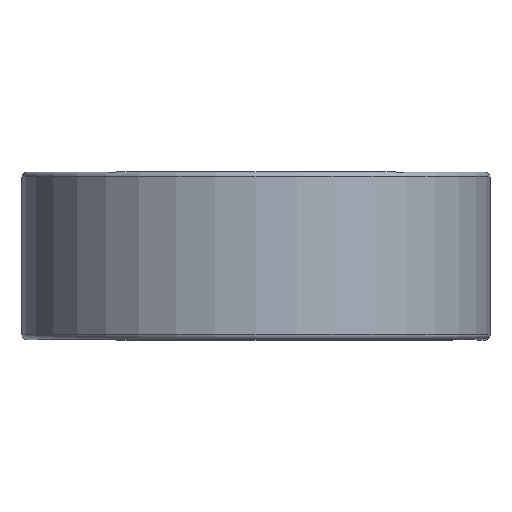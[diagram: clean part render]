
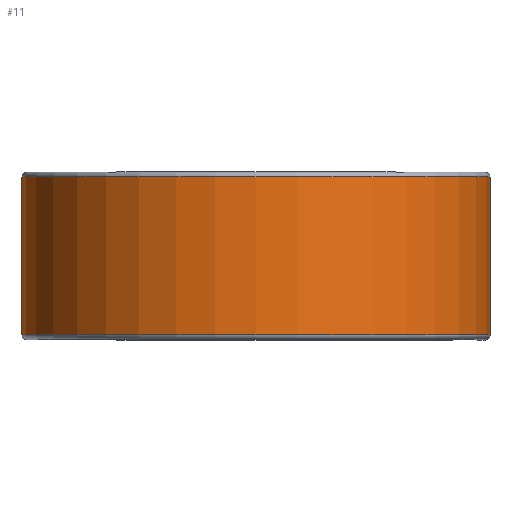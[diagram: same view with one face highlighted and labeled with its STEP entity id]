
A CAD part, top view. The second image highlights one B-rep face of the part: STEP entity #11.
In plain terms, the highlighted cylindrical face has radius 37.732 mm (diameter 75.463 mm), a partial arc.
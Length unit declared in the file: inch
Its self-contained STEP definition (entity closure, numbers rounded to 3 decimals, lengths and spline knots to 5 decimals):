
#11 = ADVANCED_FACE ( 'NONE', ( #2417 ), #1815, .T. ) ;
#18 = VERTEX_POINT ( 'NONE', #474 ) ;
#78 = AXIS2_PLACEMENT_3D ( 'NONE', #1013, #2298, #1182 ) ;
#332 = DIRECTION ( 'NONE',  ( 0., -1., 0. ) ) ;
#344 = VERTEX_POINT ( 'NONE', #1794 ) ;
#474 = CARTESIAN_POINT ( 'NONE',  ( 1.4855, 0.50125, 0. ) ) ;
#623 = CIRCLE ( 'NONE', #78, 1.4855 ) ;
#693 = DIRECTION ( 'NONE',  ( 0., 1., 0. ) ) ;
#707 = AXIS2_PLACEMENT_3D ( 'NONE', #1784, #332, #1843 ) ;
#748 = DIRECTION ( 'NONE',  ( 0., -1., 0. ) ) ;
#770 = CARTESIAN_POINT ( 'NONE',  ( 0., 0.50125, -1.4855 ) ) ;
#828 = VERTEX_POINT ( 'NONE', #2416 ) ;
#869 = LINE ( 'NONE', #770, #1340 ) ;
#907 = ORIENTED_EDGE ( 'NONE', *, *, #2464, .T. ) ;
#1013 = CARTESIAN_POINT ( 'NONE',  ( 0., 0.50125, 0. ) ) ;
#1143 = VECTOR ( 'NONE', #693, 39.37008 ) ;
#1166 = CIRCLE ( 'NONE', #2072, 1.4855 ) ;
#1182 = DIRECTION ( 'NONE',  ( 0., 0., -1. ) ) ;
#1340 = VECTOR ( 'NONE', #2048, 39.37008 ) ;
#1410 = CARTESIAN_POINT ( 'NONE',  ( 1.4855, 0.50125, 0. ) ) ;
#1440 = EDGE_CURVE ( 'NONE', #2014, #18, #1927, .T. ) ;
#1653 = CARTESIAN_POINT ( 'NONE',  ( 1.4855, -0.50125, 0. ) ) ;
#1697 = ORIENTED_EDGE ( 'NONE', *, *, #1997, .F. ) ;
#1705 = ORIENTED_EDGE ( 'NONE', *, *, #2306, .F. ) ;
#1784 = CARTESIAN_POINT ( 'NONE',  ( 0., 0.5, 0. ) ) ;
#1794 = CARTESIAN_POINT ( 'NONE',  ( 0., -0.50125, -1.4855 ) ) ;
#1815 = CYLINDRICAL_SURFACE ( 'NONE', #707, 1.4855 ) ;
#1833 = EDGE_LOOP ( 'NONE', ( #2210, #907, #1705, #1697 ) ) ;
#1843 = DIRECTION ( 'NONE',  ( 0., 0., -1. ) ) ;
#1846 = CARTESIAN_POINT ( 'NONE',  ( 0., -0.50125, 0. ) ) ;
#1927 = LINE ( 'NONE', #1410, #1143 ) ;
#1997 = EDGE_CURVE ( 'NONE', #2014, #344, #1166, .T. ) ;
#2014 = VERTEX_POINT ( 'NONE', #1653 ) ;
#2023 = DIRECTION ( 'NONE',  ( 0., 0., -1. ) ) ;
#2048 = DIRECTION ( 'NONE',  ( 0., 1., 0. ) ) ;
#2072 = AXIS2_PLACEMENT_3D ( 'NONE', #1846, #748, #2023 ) ;
#2210 = ORIENTED_EDGE ( 'NONE', *, *, #1440, .T. ) ;
#2298 = DIRECTION ( 'NONE',  ( 0., -1., 0. ) ) ;
#2306 = EDGE_CURVE ( 'NONE', #344, #828, #869, .T. ) ;
#2416 = CARTESIAN_POINT ( 'NONE',  ( 0., 0.50125, -1.4855 ) ) ;
#2417 = FACE_OUTER_BOUND ( 'NONE', #1833, .T. ) ;
#2464 = EDGE_CURVE ( 'NONE', #18, #828, #623, .T. ) ;
